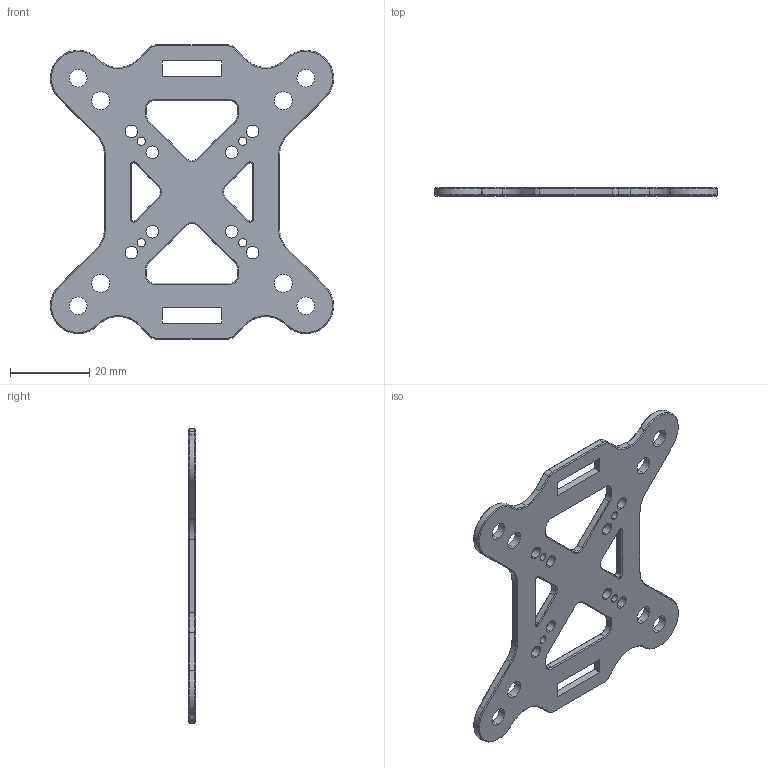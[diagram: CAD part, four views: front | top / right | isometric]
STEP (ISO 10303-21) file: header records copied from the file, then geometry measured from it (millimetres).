
FILE_DESCRIPTION (( 'STEP AP214' ), '1' );
FILE_NAME ('Main Plate TrueX HD Pressnuts b0.1.STEP', '2022-12-06T01:36:40', ( '' ), ( '' ), 'SwSTEP 2.0', 'SolidWorks 2022', '' );
FILE_SCHEMA (( 'AUTOMOTIVE_DESIGN' ));
Length unit declared in the file: millimetre
Products named in the file (1): Main Plate TrueX HD Pressnuts b0.1
Bounding box: 71.25 x 2 x 74 mm (x, y, z)
Volume: 5925.9 mm3; surface area: 7401.3 mm2
Topology: 1 solids, 1 shells, 261 faces, 644 edges, 385 vertices
Faces by surface type: plane 106, cone 78, cylinder 77
Entity records: 7753 total; most frequent: DIRECTION 1409, CARTESIAN_POINT 1291, ORIENTED_EDGE 1288, EDGE_CURVE 644, AXIS2_PLACEMENT_3D 503, VECTOR 403, LINE 403, VERTEX_POINT 385
